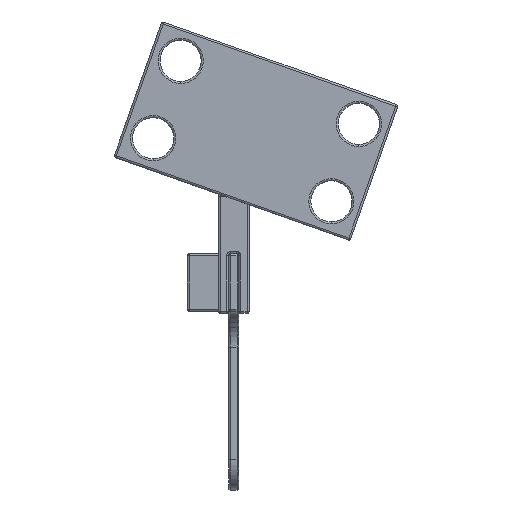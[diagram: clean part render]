
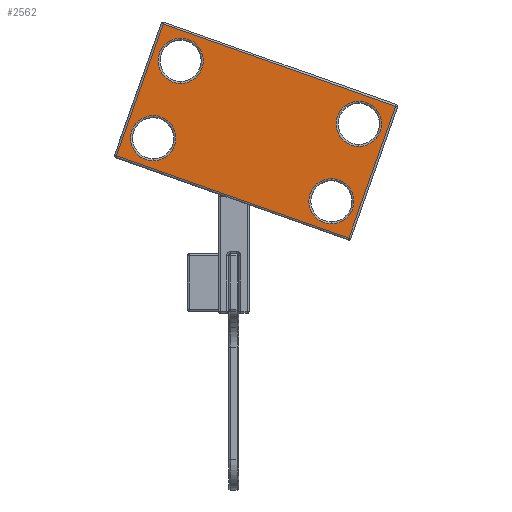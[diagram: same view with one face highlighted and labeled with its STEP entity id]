
A CAD part, left-side view. The second image highlights one B-rep face of the part: STEP entity #2562.
In plain terms, the highlighted planar face has unit normal (-1, 0, 0).
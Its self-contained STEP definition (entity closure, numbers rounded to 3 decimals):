
#7 = CARTESIAN_POINT ( 'NONE',  ( -69.5, -53.381, 63.226 ) ) ;
#14 = EDGE_CURVE ( 'NONE', #3193, #2673, #2907, .T. ) ;
#61 = VERTEX_POINT ( 'NONE', #2889 ) ;
#108 = CARTESIAN_POINT ( 'NONE',  ( -69.5, -48.561, 7.629 ) ) ;
#118 = DIRECTION ( 'NONE',  ( 1., 0., 0. ) ) ;
#338 = CARTESIAN_POINT ( 'NONE',  ( -69.5, 46.687, 56.212 ) ) ;
#416 = VERTEX_POINT ( 'NONE', #945 ) ;
#479 = VECTOR ( 'NONE', #7080, 1000. ) ;
#488 = AXIS2_PLACEMENT_3D ( 'NONE', #9788, #8885, #5577 ) ;
#643 = AXIS2_PLACEMENT_3D ( 'NONE', #2154, #2915, #5396 ) ;
#654 = FACE_BOUND ( 'NONE', #6531, .T. ) ;
#754 = DIRECTION ( 'NONE',  ( -1., 0., 0. ) ) ;
#943 = CIRCLE ( 'NONE', #8244, 11. ) ;
#945 = CARTESIAN_POINT ( 'NONE',  ( -69.5, -71.25, 71.732 ) ) ;
#1086 = VERTEX_POINT ( 'NONE', #6615 ) ;
#1247 = DIRECTION ( 'NONE',  ( 0., -0.334, 0.943 ) ) ;
#1287 = EDGE_CURVE ( 'NONE', #7486, #4822, #943, .T. ) ;
#1297 = CARTESIAN_POINT ( 'NONE',  ( -69.5, 46.687, 67.212 ) ) ;
#1457 = EDGE_LOOP ( 'NONE', ( #2576, #8978 ) ) ;
#1511 = FACE_OUTER_BOUND ( 'NONE', #1657, .T. ) ;
#1514 = VERTEX_POINT ( 'NONE', #1786 ) ;
#1611 = CARTESIAN_POINT ( 'NONE',  ( -69.5, -40.041, 25.516 ) ) ;
#1657 = EDGE_LOOP ( 'NONE', ( #5437, #1671, #1951, #10131 ) ) ;
#1667 = PLANE ( 'NONE',  #4896 ) ;
#1671 = ORIENTED_EDGE ( 'NONE', *, *, #2092, .T. ) ;
#1767 = EDGE_CURVE ( 'NONE', #61, #8179, #7159, .T. ) ;
#1786 = CARTESIAN_POINT ( 'NONE',  ( -69.5, 64.555, 47.688 ) ) ;
#1908 = CARTESIAN_POINT ( 'NONE',  ( -69.5, 33.334, 93.918 ) ) ;
#1951 = ORIENTED_EDGE ( 'NONE', *, *, #6632, .T. ) ;
#2092 = EDGE_CURVE ( 'NONE', #2708, #416, #9634, .T. ) ;
#2154 = CARTESIAN_POINT ( 'NONE',  ( -69.5, 46.687, 56.212 ) ) ;
#2287 = CARTESIAN_POINT ( 'NONE',  ( -69.5, -49.504, 7.295 ) ) ;
#2330 = CARTESIAN_POINT ( 'NONE',  ( -69.5, -40.041, 25.516 ) ) ;
#2562 = ADVANCED_FACE ( 'NONE', ( #3201, #654, #1511, #8210, #10756 ), #1667, .T. ) ;
#2576 = ORIENTED_EDGE ( 'NONE', *, *, #1287, .T. ) ;
#2629 = CARTESIAN_POINT ( 'NONE',  ( -69.5, 46.687, 45.212 ) ) ;
#2673 = VERTEX_POINT ( 'NONE', #8223 ) ;
#2708 = VERTEX_POINT ( 'NONE', #108 ) ;
#2801 = AXIS2_PLACEMENT_3D ( 'NONE', #1611, #7550, #8203 ) ;
#2889 = CARTESIAN_POINT ( 'NONE',  ( -69.5, -40.041, 14.516 ) ) ;
#2907 = CIRCLE ( 'NONE', #6188, 11. ) ;
#2915 = DIRECTION ( 'NONE',  ( 1., 0., 0. ) ) ;
#3162 = AXIS2_PLACEMENT_3D ( 'NONE', #1908, #5212, #6959 ) ;
#3193 = VERTEX_POINT ( 'NONE', #5214 ) ;
#3201 = FACE_BOUND ( 'NONE', #6807, .T. ) ;
#3275 = DIRECTION ( 'NONE',  ( 0., -0.943, -0.334 ) ) ;
#3336 = CIRCLE ( 'NONE', #3162, 11. ) ;
#3643 = DIRECTION ( 'NONE',  ( 1., 0., 0. ) ) ;
#3797 = DIRECTION ( 'NONE',  ( 0., 0.334, -0.943 ) ) ;
#3798 = EDGE_CURVE ( 'NONE', #5404, #1514, #8772, .T. ) ;
#3839 = EDGE_LOOP ( 'NONE', ( #9298, #5435 ) ) ;
#3882 = EDGE_CURVE ( 'NONE', #1086, #7963, #10326, .T. ) ;
#3884 = CARTESIAN_POINT ( 'NONE',  ( -69.5, 42.809, 112.125 ) ) ;
#3991 = CARTESIAN_POINT ( 'NONE',  ( -69.5, 33.334, 93.918 ) ) ;
#4035 = ORIENTED_EDGE ( 'NONE', *, *, #8400, .T. ) ;
#4036 = CARTESIAN_POINT ( 'NONE',  ( -69.5, 33.334, 82.918 ) ) ;
#4071 = DIRECTION ( 'NONE',  ( 0., 0., 1. ) ) ;
#4613 = CARTESIAN_POINT ( 'NONE',  ( -69.5, 64.888, 46.746 ) ) ;
#4778 = DIRECTION ( 'NONE',  ( 0., 0., 1. ) ) ;
#4821 = CARTESIAN_POINT ( 'NONE',  ( -69.5, 0., 0. ) ) ;
#4822 = VERTEX_POINT ( 'NONE', #2629 ) ;
#4896 = AXIS2_PLACEMENT_3D ( 'NONE', #4821, #754, #4071 ) ;
#5212 = DIRECTION ( 'NONE',  ( 1., 0., 0. ) ) ;
#5214 = CARTESIAN_POINT ( 'NONE',  ( -69.5, -53.381, 74.226 ) ) ;
#5396 = DIRECTION ( 'NONE',  ( 0., 0., 1. ) ) ;
#5404 = VERTEX_POINT ( 'NONE', #7078 ) ;
#5435 = ORIENTED_EDGE ( 'NONE', *, *, #10519, .T. ) ;
#5437 = ORIENTED_EDGE ( 'NONE', *, *, #5486, .T. ) ;
#5453 = ORIENTED_EDGE ( 'NONE', *, *, #7101, .T. ) ;
#5486 = EDGE_CURVE ( 'NONE', #1514, #2708, #8062, .T. ) ;
#5577 = DIRECTION ( 'NONE',  ( 0., 0., 1. ) ) ;
#5600 = DIRECTION ( 'NONE',  ( 1., 0., 0. ) ) ;
#5653 = CIRCLE ( 'NONE', #643, 11. ) ;
#6146 = LINE ( 'NONE', #3884, #479 ) ;
#6170 = EDGE_CURVE ( 'NONE', #4822, #7486, #5653, .T. ) ;
#6188 = AXIS2_PLACEMENT_3D ( 'NONE', #7, #118, #6616 ) ;
#6312 = AXIS2_PLACEMENT_3D ( 'NONE', #3991, #5600, #9069 ) ;
#6452 = DIRECTION ( 'NONE',  ( 1., 0., 0. ) ) ;
#6531 = EDGE_LOOP ( 'NONE', ( #4035, #7715 ) ) ;
#6615 = CARTESIAN_POINT ( 'NONE',  ( -69.5, 33.334, 104.918 ) ) ;
#6616 = DIRECTION ( 'NONE',  ( 0., 0., 1. ) ) ;
#6632 = EDGE_CURVE ( 'NONE', #416, #5404, #6146, .T. ) ;
#6807 = EDGE_LOOP ( 'NONE', ( #10141, #5453 ) ) ;
#6959 = DIRECTION ( 'NONE',  ( 0., 0., 1. ) ) ;
#7078 = CARTESIAN_POINT ( 'NONE',  ( -69.5, 41.866, 111.791 ) ) ;
#7080 = DIRECTION ( 'NONE',  ( 0., 0.943, 0.334 ) ) ;
#7101 = EDGE_CURVE ( 'NONE', #2673, #3193, #8471, .T. ) ;
#7112 = CARTESIAN_POINT ( 'NONE',  ( -69.5, -71.584, 72.675 ) ) ;
#7159 = CIRCLE ( 'NONE', #2801, 11. ) ;
#7486 = VERTEX_POINT ( 'NONE', #1297 ) ;
#7550 = DIRECTION ( 'NONE',  ( 1., 0., 0. ) ) ;
#7644 = CIRCLE ( 'NONE', #8507, 11. ) ;
#7715 = ORIENTED_EDGE ( 'NONE', *, *, #1767, .T. ) ;
#7963 = VERTEX_POINT ( 'NONE', #4036 ) ;
#8032 = VECTOR ( 'NONE', #1247, 1000. ) ;
#8062 = LINE ( 'NONE', #2287, #10156 ) ;
#8179 = VERTEX_POINT ( 'NONE', #9263 ) ;
#8203 = DIRECTION ( 'NONE',  ( 0., 0., 1. ) ) ;
#8210 = FACE_BOUND ( 'NONE', #1457, .T. ) ;
#8223 = CARTESIAN_POINT ( 'NONE',  ( -69.5, -53.381, 52.226 ) ) ;
#8244 = AXIS2_PLACEMENT_3D ( 'NONE', #338, #3643, #9537 ) ;
#8400 = EDGE_CURVE ( 'NONE', #8179, #61, #7644, .T. ) ;
#8471 = CIRCLE ( 'NONE', #488, 11. ) ;
#8507 = AXIS2_PLACEMENT_3D ( 'NONE', #2330, #6452, #4778 ) ;
#8772 = LINE ( 'NONE', #4613, #9289 ) ;
#8885 = DIRECTION ( 'NONE',  ( 1., 0., 0. ) ) ;
#8978 = ORIENTED_EDGE ( 'NONE', *, *, #6170, .T. ) ;
#9069 = DIRECTION ( 'NONE',  ( 0., 0., 1. ) ) ;
#9263 = CARTESIAN_POINT ( 'NONE',  ( -69.5, -40.041, 36.516 ) ) ;
#9289 = VECTOR ( 'NONE', #3797, 1000. ) ;
#9298 = ORIENTED_EDGE ( 'NONE', *, *, #3882, .T. ) ;
#9537 = DIRECTION ( 'NONE',  ( 0., 0., 1. ) ) ;
#9634 = LINE ( 'NONE', #7112, #8032 ) ;
#9788 = CARTESIAN_POINT ( 'NONE',  ( -69.5, -53.381, 63.226 ) ) ;
#10131 = ORIENTED_EDGE ( 'NONE', *, *, #3798, .T. ) ;
#10141 = ORIENTED_EDGE ( 'NONE', *, *, #14, .T. ) ;
#10156 = VECTOR ( 'NONE', #3275, 1000. ) ;
#10326 = CIRCLE ( 'NONE', #6312, 11. ) ;
#10519 = EDGE_CURVE ( 'NONE', #7963, #1086, #3336, .T. ) ;
#10756 = FACE_BOUND ( 'NONE', #3839, .T. ) ;
